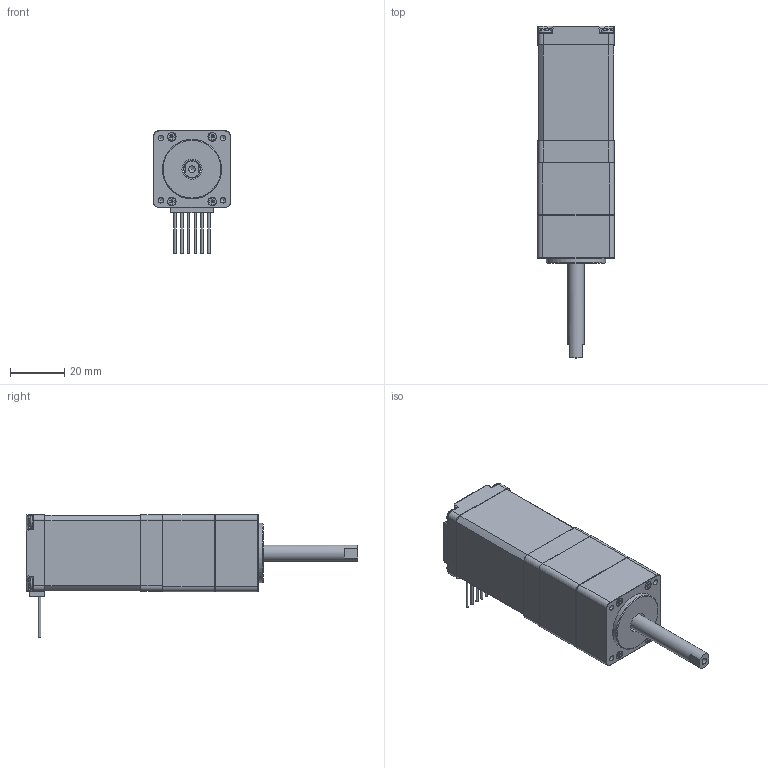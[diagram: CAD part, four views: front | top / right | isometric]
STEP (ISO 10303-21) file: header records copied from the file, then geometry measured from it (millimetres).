
FILE_DESCRIPTION( ( '' ), '1' );
FILE_NAME( 'MS225-09A-LNH0601_VerB.stp', '2018-08-16T03:18:04', ( 'Dimamotor' ), ( 'Dimamotor' ), 'PSStep 17.0.49', ' ', ' ' );
FILE_SCHEMA( ( 'AUTOMOTIVE_DESIGN { 1 0 10303 214 1 1 1 1 }' ) );
Length unit declared in the file: millimetre
Products named in the file (9): Assem1; 步進MS225_上蓋_直線用; 步進MS225_下蓋_直線用; 步進MS225_定子_直線用; Screw_ANSI_B18.6.3_09F_UNF_No3x1_v12.00; Screw_ANSI_B18.6.3_02D_UNF_No1x1_v12.00; MS225-LNH組件2; MS225-LNH組件1; PRA-0601-00_VerB
Assembly tree (14 placements, depth 2):
  Assem1
    步進MS225_上蓋_直線用
    步進MS225_下蓋_直線用
    步進MS225_定子_直線用
    Screw_ANSI_B18.6.3_09F_UNF_No3x1_v12.00  x4
    Screw_ANSI_B18.6.3_02D_UNF_No1x1_v12.00  x4
    MS225-LNH組件2
    MS225-LNH組件1
    PRA-0601-00_VerB
Bounding box: 28.5 x 122.9 x 45.4 mm (x, y, z)
Volume: 66606 mm3; surface area: 25082.7 mm2
Topology: 14 solids, 14 shells, 488 faces, 1151 edges, 713 vertices
Faces by surface type: plane 258, cylinder 151, cone 63, torus 10, sphere 6
Full cylindrical faces by diameter (mm): 0.9 x6, 1.854 x8, 2.05 x12, 2.3 x4, 2.459 x4, 2.515 x8, 2.7 x4, 2.997 x4, 6 x1, 6.6 x1, 7.5 x2, 8 x3, 10 x4, 22 x2, 25 x1
Entity records: 10389 total; most frequent: DIRECTION 1457, CARTESIAN_POINT 1355, ORIENTED_EDGE 1172, EDGE_CURVE 586, AXIS2_PLACEMENT_3D 567, EDGE_LOOP 413, VERTEX_POINT 401, FACE_OUTER_BOUND 344
